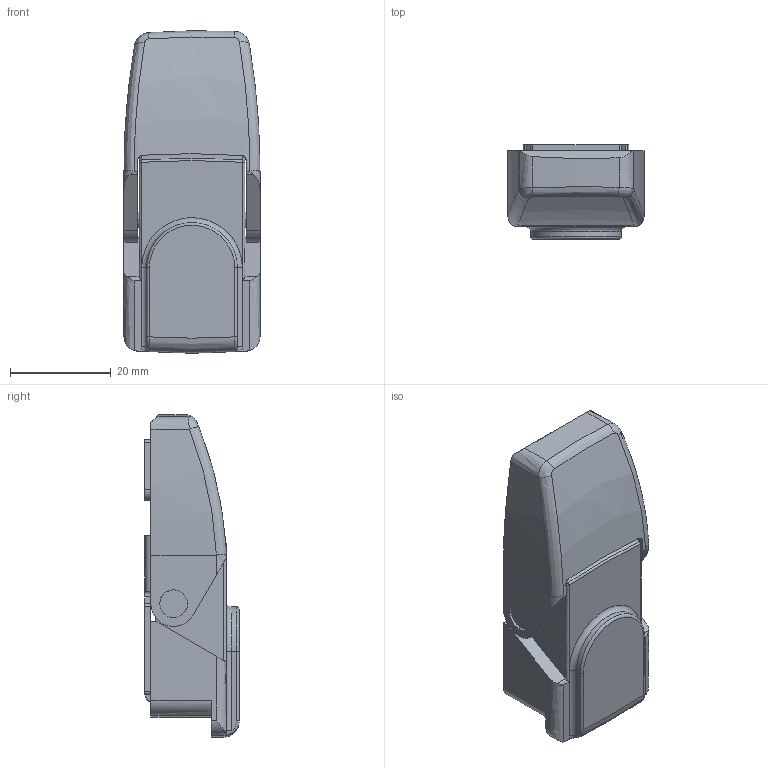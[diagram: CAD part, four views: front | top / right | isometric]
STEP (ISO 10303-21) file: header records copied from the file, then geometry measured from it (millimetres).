
FILE_DESCRIPTION((''),'2;1');
FILE_NAME('','2006-10-06T18:35:28',(''),(''),'','CADfix','');
FILE_SCHEMA(('AUTOMOTIVE_DESIGN'));
Length unit declared in the file: millimetre
Products named in the file (7): shaft_A; shaft_B; lever; keeper; base; arm; TL_354_2_15342_36
Assembly tree (6 placements, depth 2):
  TL_354_2_15342_36
    shaft_A
    shaft_B
    lever
    keeper
    base
    arm
Bounding box: 27 x 18.7 x 64 mm (x, y, z)
Volume: 15124.6 mm3; surface area: 12177.6 mm2
Topology: 6 solids, 6 shells, 279 faces, 834 edges, 571 vertices
Faces by surface type: bspline 279
Entity records: 11416 total; most frequent: CARTESIAN_POINT 6698, ORIENTED_EDGE 1668, EDGE_CURVE 834, VERTEX_POINT 571, QUASI_UNIFORM_CURVE 362, EDGE_LOOP 313, FACE_OUTER_BOUND 279, ADVANCED_FACE 279
